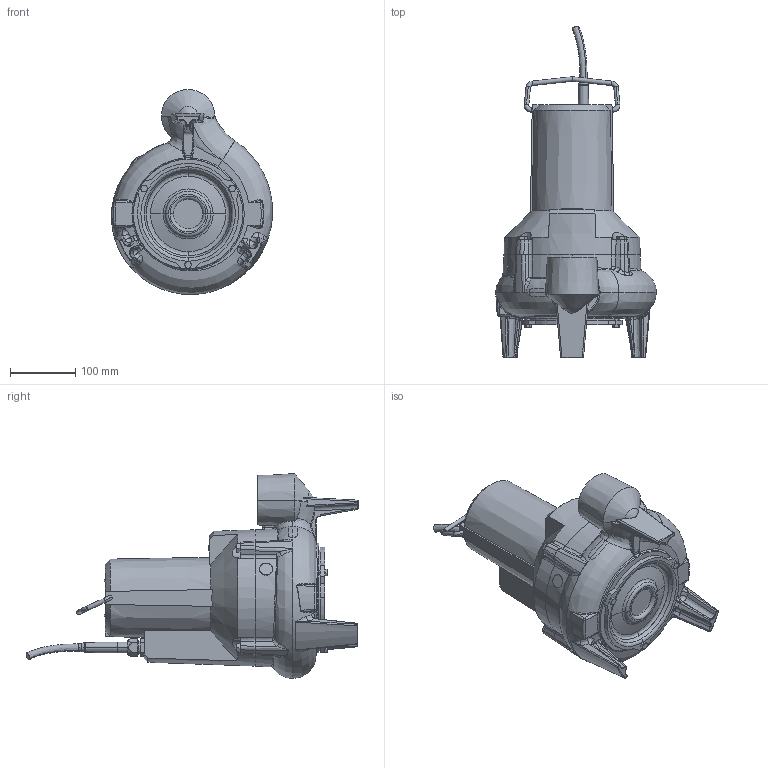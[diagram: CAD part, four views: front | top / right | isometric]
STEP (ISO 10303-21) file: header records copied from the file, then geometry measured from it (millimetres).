
FILE_DESCRIPTION (( 'STEP AP214' ), '1' );
FILE_NAME ('4_93_563_01_REV00.step', '2020-05-26T12:57:25', ( '' ), ( '' ), 'SwSTEP 2.0', 'SolidWorks 2019', '' );
FILE_SCHEMA (( 'AUTOMOTIVE_DESIGN' ));
Length unit declared in the file: millimetre
Products named in the file (2): Copia di 59724^4_93_563_01_REV00; 4_93_563_01_REV00
Assembly tree (1 placements, depth 2):
  4_93_563_01_REV00
    Copia di 59724^4_93_563_01_REV00
Bounding box: 247.21 x 509.31 x 314.64 mm (x, y, z)
Volume: 8850917.8 mm3; surface area: 463494.3 mm2
Topology: 13 solids, 13 shells, 805 faces, 2014 edges, 1250 vertices
Faces by surface type: bspline 317, plane 205, cylinder 145, cone 121, torus 17
Entity records: 68851 total; most frequent: CARTESIAN_POINT 52251, ORIENTED_EDGE 3980, DIRECTION 2262, EDGE_CURVE 1990, VERTEX_POINT 1250, B_SPLINE_CURVE_WITH_KNOTS 1092, AXIS2_PLACEMENT_3D 901, EDGE_LOOP 862
